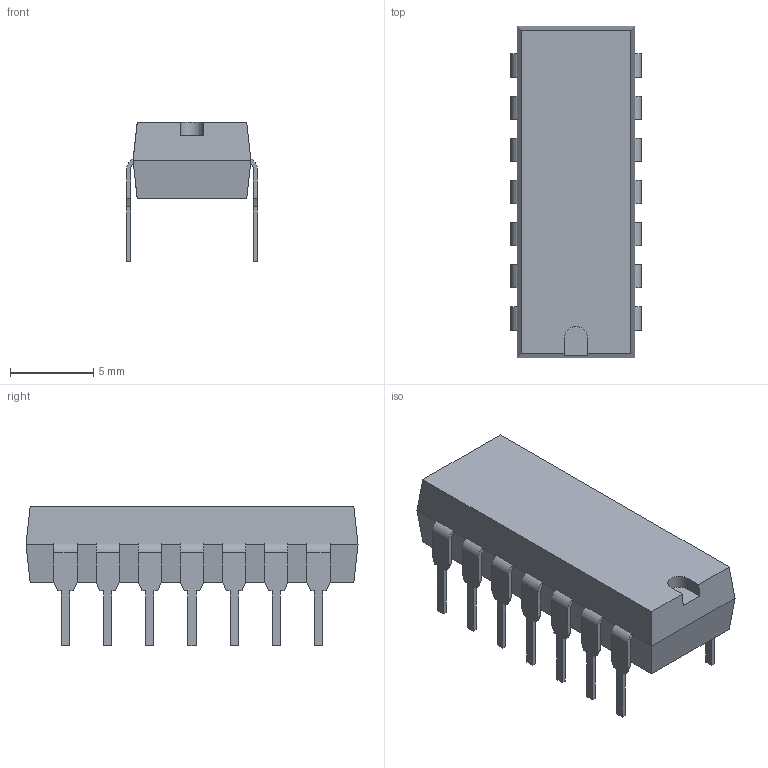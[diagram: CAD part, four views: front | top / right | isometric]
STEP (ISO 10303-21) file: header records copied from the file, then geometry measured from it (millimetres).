
FILE_DESCRIPTION (( 'STEP AP214' ), '1' );
FILE_NAME ('A9DDBF54-1572-454A-9B21-48647B98AF1E.STEP', '2008-06-27T15:08:15', ( 'Solidworks' ), ( 'Solidworks' ), 'SwSTEP 2.0', 'SolidWorks 2008', '' );
FILE_SCHEMA (( 'AUTOMOTIVE_DESIGN' ));
Length unit declared in the file: millimetre
Products named in the file (1): A9DDBF54-1572-454A-9B21-48647B98AF1E
Bounding box: 7.87 x 20 x 8.4 mm (x, y, z)
Volume: 638.6 mm3; surface area: 700.8 mm2
Topology: 1 solids, 1 shells, 196 faces, 578 edges, 384 vertices
Faces by surface type: plane 167, cylinder 29
Entity records: 6614 total; most frequent: CARTESIAN_POINT 1159, ORIENTED_EDGE 1156, DIRECTION 1030, EDGE_CURVE 578, LINE 520, VECTOR 520, VERTEX_POINT 384, AXIS2_PLACEMENT_3D 255
